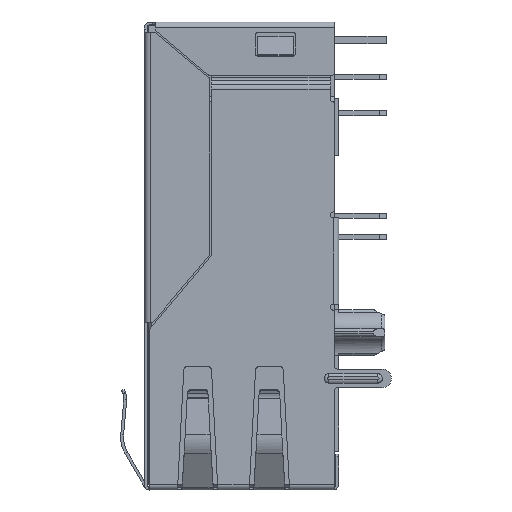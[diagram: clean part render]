
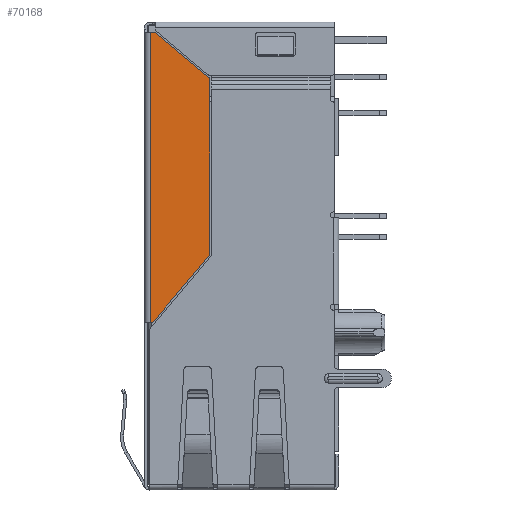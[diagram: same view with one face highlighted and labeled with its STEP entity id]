
A CAD part, left-side view. The second image highlights one B-rep face of the part: STEP entity #70168.
In plain terms, the highlighted planar face has unit normal (-1, 0, 0).
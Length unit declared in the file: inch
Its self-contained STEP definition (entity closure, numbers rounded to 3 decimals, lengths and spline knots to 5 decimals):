
#26 = VERTEX_POINT ( 'NONE', #37938 ) ;
#578 = DIRECTION ( 'NONE',  ( 0., 0., -1. ) ) ;
#1292 = DIRECTION ( 'NONE',  ( -1., 0., 0. ) ) ;
#3524 = VERTEX_POINT ( 'NONE', #4319 ) ;
#3735 = EDGE_CURVE ( 'NONE', #26, #3524, #54778, .T. ) ;
#4319 = CARTESIAN_POINT ( 'NONE',  ( -0.00984, 0.64567, -0.80512 ) ) ;
#4804 = AXIS2_PLACEMENT_3D ( 'NONE', #39625, #18919, #53054 ) ;
#5662 = ORIENTED_EDGE ( 'NONE', *, *, #35281, .T. ) ;
#7020 = DIRECTION ( 'NONE',  ( -1., 0., 0. ) ) ;
#7120 = ORIENTED_EDGE ( 'NONE', *, *, #21880, .T. ) ;
#8167 = DIRECTION ( 'NONE',  ( 0., 0.766, 0.643 ) ) ;
#10388 = EDGE_CURVE ( 'NONE', #3524, #30826, #28440, .T. ) ;
#14912 = CARTESIAN_POINT ( 'NONE',  ( -0.00984, 0.64567, -0.01181 ) ) ;
#15752 = CIRCLE ( 'NONE', #80971, 0.00787 ) ;
#16780 = CARTESIAN_POINT ( 'NONE',  ( -0.00984, 0.63544, -0.80231 ) ) ;
#17124 = VERTEX_POINT ( 'NONE', #85053 ) ;
#17215 = CARTESIAN_POINT ( 'NONE',  ( -0.00984, 0.48228, -0.14204 ) ) ;
#18704 = VERTEX_POINT ( 'NONE', #24570 ) ;
#18919 = DIRECTION ( 'NONE',  ( -1., 0., 0. ) ) ;
#19449 = AXIS2_PLACEMENT_3D ( 'NONE', #14912, #1292, #47924 ) ;
#19826 = CARTESIAN_POINT ( 'NONE',  ( -0.00984, 0.4851, -0.136 ) ) ;
#19869 = LINE ( 'NONE', #34954, #71060 ) ;
#20536 = DIRECTION ( 'NONE',  ( 0., 0., -1. ) ) ;
#21880 = EDGE_CURVE ( 'NONE', #17124, #31727, #15752, .T. ) ;
#22838 = ORIENTED_EDGE ( 'NONE', *, *, #55590, .T. ) ;
#23417 = ORIENTED_EDGE ( 'NONE', *, *, #10388, .T. ) ;
#24109 = CARTESIAN_POINT ( 'NONE',  ( -0.00984, 0.48228, -0.61692 ) ) ;
#24570 = CARTESIAN_POINT ( 'NONE',  ( -0.00984, 0.63091, -0.01365 ) ) ;
#25834 = EDGE_CURVE ( 'NONE', #31727, #26108, #29801, .T. ) ;
#26033 = CARTESIAN_POINT ( 'NONE',  ( -0.00984, 0.64147, -0.80512 ) ) ;
#26108 = VERTEX_POINT ( 'NONE', #17215 ) ;
#26681 = VECTOR ( 'NONE', #54616, 39.37008 ) ;
#28440 = LINE ( 'NONE', #64948, #60860 ) ;
#28468 = VERTEX_POINT ( 'NONE', #81793 ) ;
#29801 = LINE ( 'NONE', #33919, #26681 ) ;
#30269 = LINE ( 'NONE', #16780, #84586 ) ;
#30565 = DIRECTION ( 'NONE',  ( 0., -1., 0. ) ) ;
#30826 = VERTEX_POINT ( 'NONE', #26033 ) ;
#31727 = VERTEX_POINT ( 'NONE', #24109 ) ;
#32343 = EDGE_CURVE ( 'NONE', #26108, #44948, #72514, .T. ) ;
#33919 = CARTESIAN_POINT ( 'NONE',  ( -0.00984, 0.48228, -0.40846 ) ) ;
#34170 = CIRCLE ( 'NONE', #83452, 0.00787 ) ;
#34954 = CARTESIAN_POINT ( 'NONE',  ( -0.00984, 0.4851, -0.136 ) ) ;
#35281 = EDGE_CURVE ( 'NONE', #44948, #18704, #19869, .T. ) ;
#37938 = CARTESIAN_POINT ( 'NONE',  ( -0.00984, 0.64567, -0.01181 ) ) ;
#39498 = CARTESIAN_POINT ( 'NONE',  ( -0.00984, 0.64147, -0.79724 ) ) ;
#39501 = ORIENTED_EDGE ( 'NONE', *, *, #3735, .T. ) ;
#39625 = CARTESIAN_POINT ( 'NONE',  ( -0.00984, 0.49016, -0.14204 ) ) ;
#40482 = ORIENTED_EDGE ( 'NONE', *, *, #75344, .T. ) ;
#40890 = FACE_OUTER_BOUND ( 'NONE', #66966, .T. ) ;
#41224 = PLANE ( 'NONE',  #19449 ) ;
#41676 = CARTESIAN_POINT ( 'NONE',  ( -0.00984, 0.63597, -0.01969 ) ) ;
#41861 = ORIENTED_EDGE ( 'NONE', *, *, #83554, .T. ) ;
#44948 = VERTEX_POINT ( 'NONE', #19826 ) ;
#45369 = DIRECTION ( 'NONE',  ( 0., -1., 0. ) ) ;
#47125 = CARTESIAN_POINT ( 'NONE',  ( -0.00984, 0.64567, -0.40846 ) ) ;
#47924 = DIRECTION ( 'NONE',  ( 0., 0., -1. ) ) ;
#47925 = ORIENTED_EDGE ( 'NONE', *, *, #32343, .T. ) ;
#48517 = CARTESIAN_POINT ( 'NONE',  ( -0.00984, 0.49016, -0.61692 ) ) ;
#51373 = LINE ( 'NONE', #64691, #56541 ) ;
#53054 = DIRECTION ( 'NONE',  ( 0., -1., 0. ) ) ;
#54616 = DIRECTION ( 'NONE',  ( 0., 0., 1. ) ) ;
#54778 = LINE ( 'NONE', #47125, #62086 ) ;
#55590 = EDGE_CURVE ( 'NONE', #30826, #28468, #68493, .T. ) ;
#56541 = VECTOR ( 'NONE', #30565, 39.37008 ) ;
#57088 = DIRECTION ( 'NONE',  ( 0., -1., 0. ) ) ;
#58030 = EDGE_CURVE ( 'NONE', #26, #85591, #51373, .T. ) ;
#60378 = AXIS2_PLACEMENT_3D ( 'NONE', #39498, #72792, #45369 ) ;
#60860 = VECTOR ( 'NONE', #57088, 39.37008 ) ;
#62086 = VECTOR ( 'NONE', #20536, 39.37008 ) ;
#64029 = DIRECTION ( 'NONE',  ( 0., -0.643, 0.766 ) ) ;
#64691 = CARTESIAN_POINT ( 'NONE',  ( -0.00984, 0.64877, -0.01181 ) ) ;
#64948 = CARTESIAN_POINT ( 'NONE',  ( -0.00984, 0.6515, -0.80512 ) ) ;
#65546 = ORIENTED_EDGE ( 'NONE', *, *, #25834, .T. ) ;
#66966 = EDGE_LOOP ( 'NONE', ( #40482, #81099, #39501, #23417, #22838, #41861, #7120, #65546, #47925, #5662 ) ) ;
#68493 = CIRCLE ( 'NONE', #60378, 0.00787 ) ;
#70168 = ADVANCED_FACE ( 'NONE', ( #40890 ), #41224, .T. ) ;
#71060 = VECTOR ( 'NONE', #8167, 39.37008 ) ;
#72514 = CIRCLE ( 'NONE', #4804, 0.00787 ) ;
#72792 = DIRECTION ( 'NONE',  ( -1., 0., 0. ) ) ;
#74233 = DIRECTION ( 'NONE',  ( -1., 0., 0. ) ) ;
#75344 = EDGE_CURVE ( 'NONE', #18704, #85591, #34170, .T. ) ;
#78746 = CARTESIAN_POINT ( 'NONE',  ( -0.00984, 0.63597, -0.01181 ) ) ;
#80971 = AXIS2_PLACEMENT_3D ( 'NONE', #48517, #74233, #80988 ) ;
#80988 = DIRECTION ( 'NONE',  ( 0., -1., 0. ) ) ;
#81099 = ORIENTED_EDGE ( 'NONE', *, *, #58030, .F. ) ;
#81793 = CARTESIAN_POINT ( 'NONE',  ( -0.00984, 0.63544, -0.80231 ) ) ;
#83452 = AXIS2_PLACEMENT_3D ( 'NONE', #41676, #7020, #578 ) ;
#83554 = EDGE_CURVE ( 'NONE', #28468, #17124, #30269, .T. ) ;
#84586 = VECTOR ( 'NONE', #64029, 39.37008 ) ;
#85053 = CARTESIAN_POINT ( 'NONE',  ( -0.00984, 0.48413, -0.62198 ) ) ;
#85591 = VERTEX_POINT ( 'NONE', #78746 ) ;
